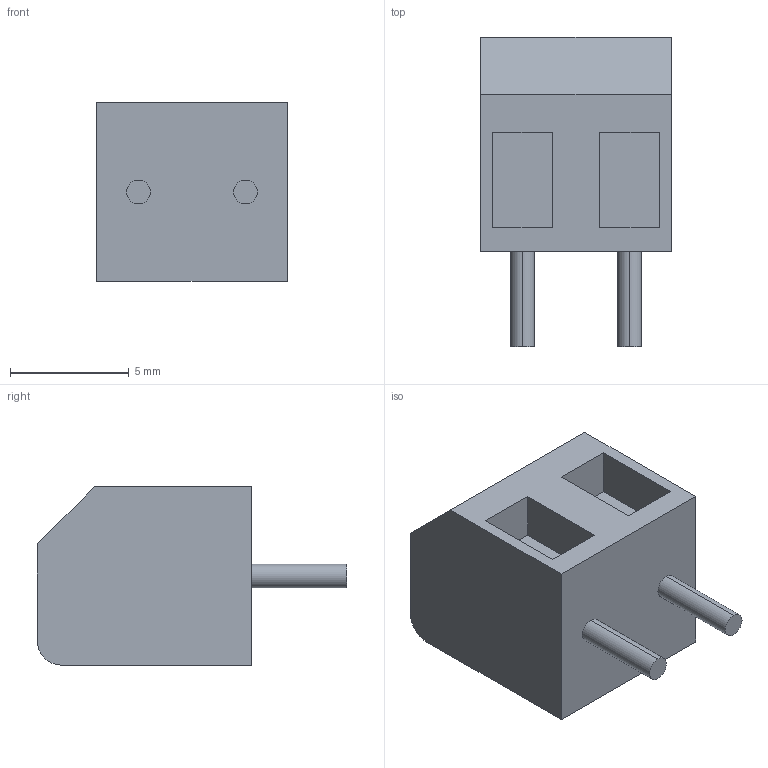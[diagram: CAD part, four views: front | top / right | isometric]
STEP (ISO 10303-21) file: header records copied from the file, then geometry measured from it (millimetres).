
FILE_DESCRIPTION (( 'STEP AP214' ), '1' );
FILE_NAME ('Bornera de 2 pines blue small.STEP', '2020-10-21T19:36:37', ( '' ), ( '' ), 'SwSTEP 2.0', 'SolidWorks 2020', '' );
FILE_SCHEMA (( 'AUTOMOTIVE_DESIGN' ));
Length unit declared in the file: millimetre
Products named in the file (1): Bornera de 2 pines blue small
Bounding box: 8 x 13 x 7.5 mm (x, y, z)
Volume: 469 mm3; surface area: 480.4 mm2
Topology: 1 solids, 1 shells, 30 faces, 66 edges, 44 vertices
Faces by surface type: plane 21, cylinder 9
Entity records: 1192 total; most frequent: DIRECTION 146, CARTESIAN_POINT 141, ORIENTED_EDGE 132, EDGE_CURVE 66, AXIS2_PLACEMENT_3D 49, LINE 48, VECTOR 48, VERTEX_POINT 44
